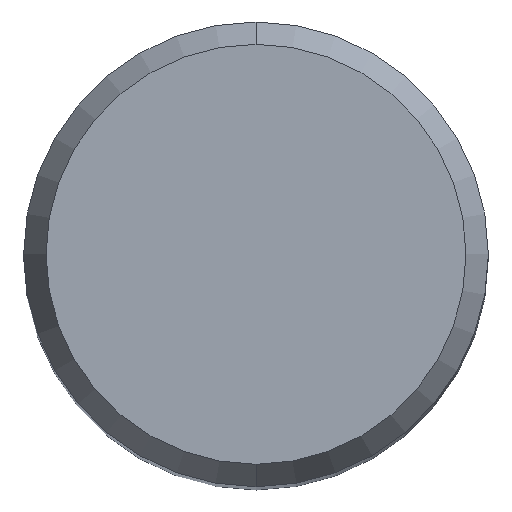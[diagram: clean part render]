
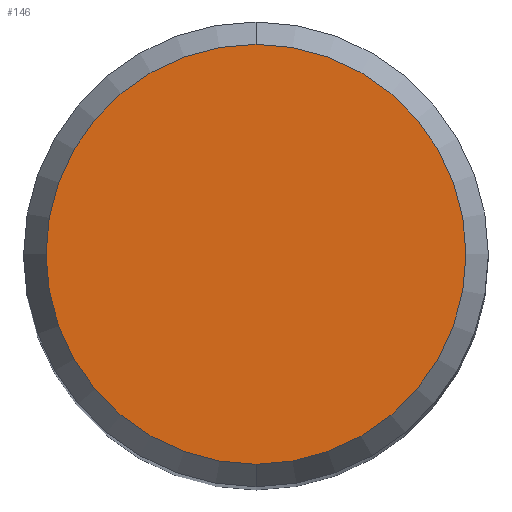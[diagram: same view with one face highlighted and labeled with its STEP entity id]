
A CAD part, top view. The second image highlights one B-rep face of the part: STEP entity #146.
In plain terms, the highlighted planar face has unit normal (0, 0, 1).
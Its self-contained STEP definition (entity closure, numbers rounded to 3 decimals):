
#116=VERTEX_POINT('',#260);
#126=EDGE_CURVE('',#194,#116,#272,.T.);
#146=ADVANCED_FACE('',(#295),#296,.T.);
#168=EDGE_CURVE('',#116,#194,#321,.T.);
#194=VERTEX_POINT('',#349);
#260=CARTESIAN_POINT('',(0.0,4.304,0.01));
#272=CIRCLE('',#428,4.304);
#295=FACE_OUTER_BOUND('',#456,.T.);
#296=PLANE('',#457);
#321=CIRCLE('',#488,4.304);
#349=CARTESIAN_POINT('',(0.,-4.304,0.01));
#428=AXIS2_PLACEMENT_3D('',#603,#604,#605);
#456=EDGE_LOOP('',(#642,#643));
#457=AXIS2_PLACEMENT_3D('',#644,#645,#646);
#488=AXIS2_PLACEMENT_3D('',#676,#677,#678);
#603=CARTESIAN_POINT('',(0.0,0.0,0.01));
#604=DIRECTION('',(0.0,0.0,-1.0));
#605=DIRECTION('',(0.0,1.0,0.0));
#642=ORIENTED_EDGE('',*,*,#168,.F.);
#643=ORIENTED_EDGE('',*,*,#126,.F.);
#644=CARTESIAN_POINT('',(0.0,2.152,0.01));
#645=DIRECTION('',(-0.0,0.0,1.0));
#646=DIRECTION('',(0.0,-1.0,0.0));
#676=CARTESIAN_POINT('',(0.0,0.0,0.01));
#677=DIRECTION('',(0.0,0.0,-1.0));
#678=DIRECTION('',(0.0,1.0,0.0));
